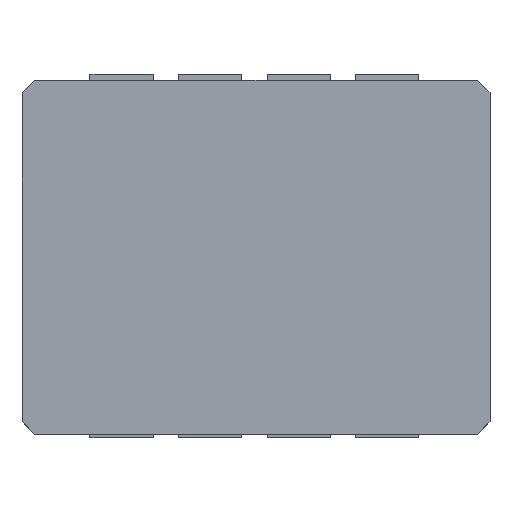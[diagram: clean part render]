
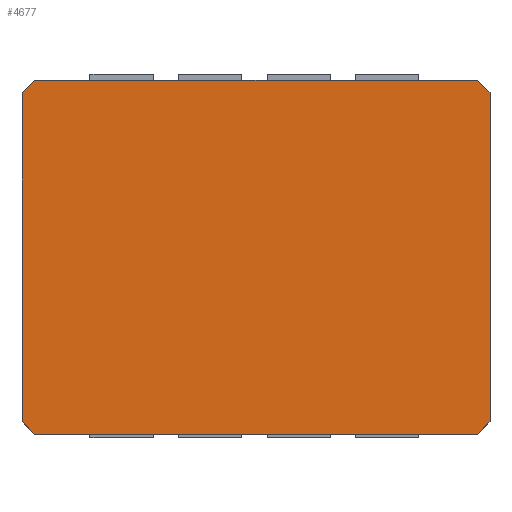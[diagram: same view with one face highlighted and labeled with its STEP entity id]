
A CAD part, top view. The second image highlights one B-rep face of the part: STEP entity #4677.
In plain terms, the highlighted planar face has unit normal (0, 0, 1).
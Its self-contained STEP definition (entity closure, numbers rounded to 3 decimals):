
#874=FACE_OUTER_BOUND('',#1311,.T.);
#1311=EDGE_LOOP('',(#4321,#4322,#4323,#4324,#4325,#4326,#4327,#4328));
#1603=LINE('',#7597,#1990);
#1609=LINE('',#7608,#1996);
#1611=LINE('',#7613,#1998);
#1651=LINE('',#7704,#2038);
#1655=LINE('',#7712,#2042);
#1659=LINE('',#7719,#2046);
#1698=LINE('',#7810,#2085);
#1699=LINE('',#7812,#2086);
#1990=VECTOR('',#6319,10.);
#1996=VECTOR('',#6327,10.);
#1998=VECTOR('',#6331,10.);
#2038=VECTOR('',#6419,10.);
#2042=VECTOR('',#6425,10.);
#2046=VECTOR('',#6431,10.);
#2085=VECTOR('',#6524,10.);
#2086=VECTOR('',#6527,10.);
#2433=VERTEX_POINT('',#7594);
#2434=VERTEX_POINT('',#7596);
#2438=VERTEX_POINT('',#7606);
#2440=VERTEX_POINT('',#7612);
#2466=VERTEX_POINT('',#7701);
#2467=VERTEX_POINT('',#7703);
#2470=VERTEX_POINT('',#7711);
#2472=VERTEX_POINT('',#7718);
#3005=EDGE_CURVE('',#2434,#2433,#1603,.T.);
#3011=EDGE_CURVE('',#2433,#2438,#1609,.T.);
#3013=EDGE_CURVE('',#2440,#2434,#1611,.T.);
#3057=EDGE_CURVE('',#2467,#2466,#1651,.T.);
#3061=EDGE_CURVE('',#2470,#2467,#1655,.T.);
#3065=EDGE_CURVE('',#2472,#2470,#1659,.T.);
#3110=EDGE_CURVE('',#2438,#2472,#1698,.T.);
#3111=EDGE_CURVE('',#2466,#2440,#1699,.T.);
#4321=ORIENTED_EDGE('',*,*,#3111,.T.);
#4322=ORIENTED_EDGE('',*,*,#3013,.T.);
#4323=ORIENTED_EDGE('',*,*,#3005,.T.);
#4324=ORIENTED_EDGE('',*,*,#3011,.T.);
#4325=ORIENTED_EDGE('',*,*,#3110,.T.);
#4326=ORIENTED_EDGE('',*,*,#3065,.T.);
#4327=ORIENTED_EDGE('',*,*,#3061,.T.);
#4328=ORIENTED_EDGE('',*,*,#3057,.T.);
#4456=PLANE('',#5184);
#4677=ADVANCED_FACE('',(#874),#4456,.T.);
#5184=AXIS2_PLACEMENT_3D('',#7811,#6525,#6526);
#6319=DIRECTION('',(1.,0.,0.));
#6327=DIRECTION('',(0.707,0.707,0.));
#6331=DIRECTION('',(0.707,-0.707,0.));
#6419=DIRECTION('',(-0.707,-0.707,0.));
#6425=DIRECTION('',(-1.,0.,0.));
#6431=DIRECTION('',(-0.707,0.707,0.));
#6524=DIRECTION('',(0.,1.,0.));
#6525=DIRECTION('center_axis',(0.,0.,1.));
#6526=DIRECTION('ref_axis',(1.,0.,0.));
#6527=DIRECTION('',(0.,-1.,0.));
#7594=CARTESIAN_POINT('',(35.,-28.,18.));
#7596=CARTESIAN_POINT('',(-35.,-28.,18.));
#7597=CARTESIAN_POINT('',(-35.,-28.,18.));
#7606=CARTESIAN_POINT('',(37.,-26.,18.));
#7608=CARTESIAN_POINT('',(37.,-26.,18.));
#7612=CARTESIAN_POINT('',(-37.,-26.,18.));
#7613=CARTESIAN_POINT('',(-35.,-28.,18.));
#7701=CARTESIAN_POINT('',(-37.,26.,18.));
#7703=CARTESIAN_POINT('',(-35.,28.,18.));
#7704=CARTESIAN_POINT('',(-37.,26.,18.));
#7711=CARTESIAN_POINT('',(35.,28.,18.));
#7712=CARTESIAN_POINT('',(35.,28.,18.));
#7718=CARTESIAN_POINT('',(37.,26.,18.));
#7719=CARTESIAN_POINT('',(35.,28.,18.));
#7810=CARTESIAN_POINT('',(37.,-26.,18.));
#7811=CARTESIAN_POINT('Origin',(0.,0.,18.));
#7812=CARTESIAN_POINT('',(-37.,26.,18.));
